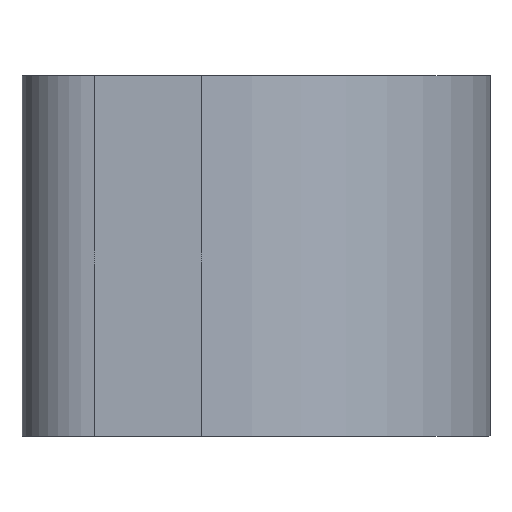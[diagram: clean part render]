
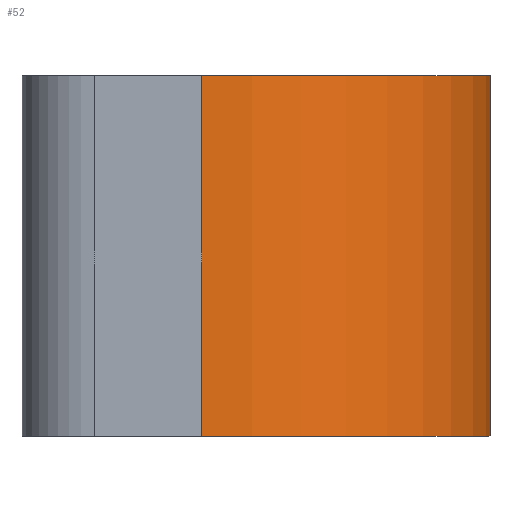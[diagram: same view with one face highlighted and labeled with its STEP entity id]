
A CAD part, left-side view. The second image highlights one B-rep face of the part: STEP entity #52.
In plain terms, the highlighted cylindrical face has radius 8 mm (diameter 16 mm), a partial arc.
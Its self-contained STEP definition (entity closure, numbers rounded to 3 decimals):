
#52=ADVANCED_FACE('',(#116),#117,.T.);
#116=FACE_OUTER_BOUND('',#192,.T.);
#117=CYLINDRICAL_SURFACE('',#193,8.0);
#192=EDGE_LOOP('',(#277,#278,#279,#280));
#193=AXIS2_PLACEMENT_3D('',#281,#282,#283);
#277=ORIENTED_EDGE('',*,*,#473,.F.);
#278=ORIENTED_EDGE('',*,*,#474,.F.);
#279=ORIENTED_EDGE('',*,*,#475,.F.);
#280=ORIENTED_EDGE('',*,*,#476,.F.);
#281=CARTESIAN_POINT('',(0.,0.5,0.));
#282=DIRECTION('',(0.0,0.0,1.0));
#283=DIRECTION('',(1.0,0.0,0.0));
#473=EDGE_CURVE('',#564,#565,#566,.T.);
#474=EDGE_CURVE('',#567,#564,#568,.F.);
#475=EDGE_CURVE('',#569,#567,#570,.F.);
#476=EDGE_CURVE('',#565,#569,#571,.T.);
#564=VERTEX_POINT('',#690);
#565=VERTEX_POINT('',#691);
#566=CIRCLE('',#692,8.0);
#567=VERTEX_POINT('',#693);
#568=LINE('',#694,#695);
#569=VERTEX_POINT('',#696);
#570=CIRCLE('',#697,8.0);
#571=LINE('',#698,#699);
#690=CARTESIAN_POINT('',(-8.0,0.5,10.0));
#691=CARTESIAN_POINT('',(0.,-7.5,10.0));
#692=AXIS2_PLACEMENT_3D('',#847,#848,#849);
#693=CARTESIAN_POINT('',(-8.0,0.5,0.));
#694=CARTESIAN_POINT('',(-8.0,0.5,10.0));
#695=VECTOR('',#850,1.0);
#696=CARTESIAN_POINT('',(0.,-7.5,0.));
#697=AXIS2_PLACEMENT_3D('',#851,#852,#853);
#698=CARTESIAN_POINT('',(0.,-7.5,0.));
#699=VECTOR('',#854,1.0);
#847=CARTESIAN_POINT('',(0.,0.5,10.0));
#848=DIRECTION('',(0.0,0.0,1.0));
#849=DIRECTION('',(1.0,0.0,0.0));
#850=DIRECTION('',(0.0,0.0,-1.0));
#851=CARTESIAN_POINT('',(0.,0.5,0.));
#852=DIRECTION('',(0.0,0.0,1.0));
#853=DIRECTION('',(1.0,0.0,0.0));
#854=DIRECTION('',(0.0,0.0,-1.0));
